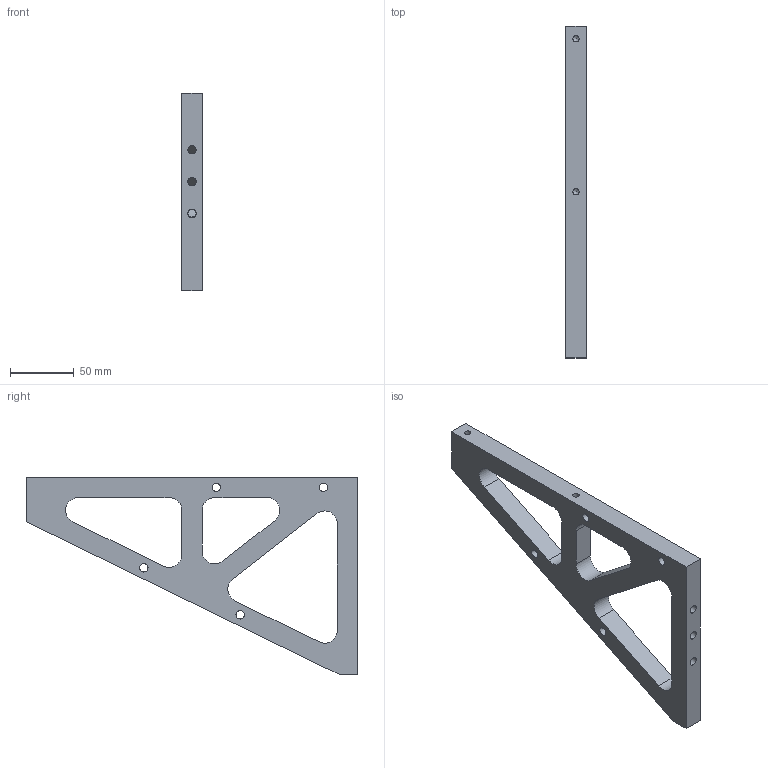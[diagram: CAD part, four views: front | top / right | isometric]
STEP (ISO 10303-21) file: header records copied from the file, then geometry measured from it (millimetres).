
FILE_DESCRIPTION(/* description */ (''),/* implementation_level */ '2;1');
FILE_NAME(/* name */ 'FAB-P0042 - Camera Bracket sCMOS.stp',/* time_stamp */ '2020-02-10T11:56:29+00:00',/* author */ ('whgu0532'),/* organization */ (''),/* preprocessor_version */ 'ST-DEVELOPER v18',/* originating_system */ 'Autodesk Inventor 2020',/* authorisation */ '');
FILE_SCHEMA (('AUTOMOTIVE_DESIGN { 1 0 10303 214 3 1 1 }'));
Length unit declared in the file: millimetre
Products named in the file (1): FAB-P0042 - Camera Bracket sCMOS
Bounding box: 16 x 260 x 155 mm (x, y, z)
Volume: 226504.2 mm3; surface area: 54884.5 mm2
Topology: 1 solids, 1 shells, 36 faces, 111 edges, 77 vertices
Faces by surface type: cylinder 18, plane 16, cone 2
Full cylindrical faces by diameter (mm): 4.917 x2, 6.6 x7
Entity records: 1345 total; most frequent: DIRECTION 230, CARTESIAN_POINT 223, ORIENTED_EDGE 218, EDGE_CURVE 109, AXIS2_PLACEMENT_3D 84, VERTEX_POINT 77, LINE 62, VECTOR 62
